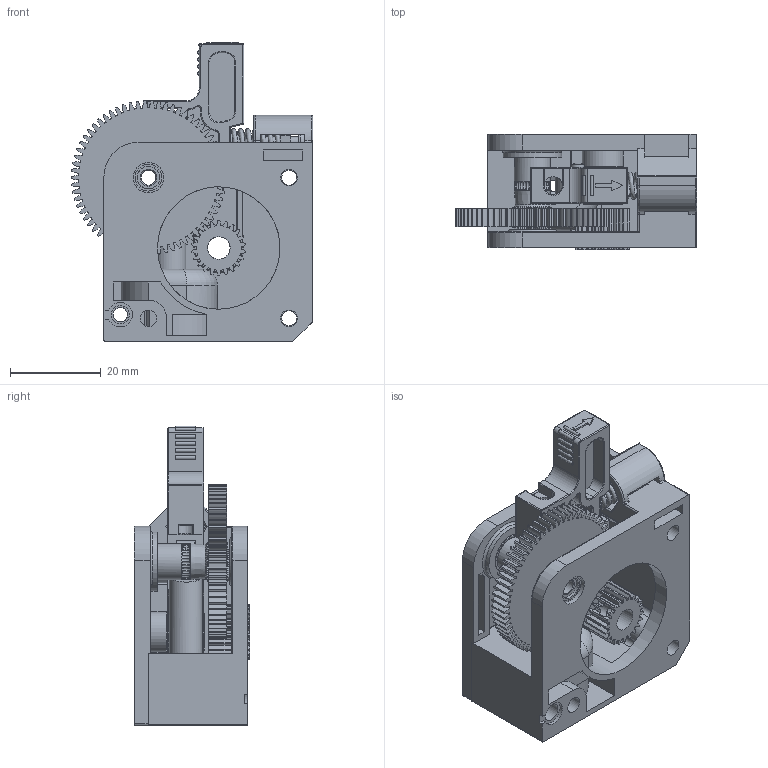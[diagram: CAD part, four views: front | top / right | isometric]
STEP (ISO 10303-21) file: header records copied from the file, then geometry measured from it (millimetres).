
FILE_DESCRIPTION(/* description */ (''),/* implementation_level */ '2;1');
FILE_NAME(/* name */ 'e3d titan.stp',/* time_stamp */ '2016-06-26T23:55:21-07:00',/* author */ ('Ben'),/* organization */ (''),/* preprocessor_version */ 'ST-DEVELOPER v16.5',/* originating_system */ 'Autodesk Inventor 2017',/* authorisation */ '');
FILE_SCHEMA (('AUTOMOTIVE_DESIGN { 1 0 10303 214 3 1 1 }'));
Products named in the file (14): e3d titan; Base; hobbed wheel; filament gear; motor gear; cover; 9x5x3mm bearing; m3x8; M3 nut; idler spring; tensioner; idler bearing pin; idler bearing; guide tube
Assembly tree (14 placements, depth 2):
  e3d titan
    Base
    9x5x3mm bearing  x2
    hobbed wheel
    filament gear
    motor gear
    cover
    m3x8
    M3 nut
    idler spring
    tensioner
    idler bearing pin
    idler bearing
    guide tube
Bounding box: 53.2 x 25.35 x 66.08 mm (x, y, z)
Volume: 26345.7 mm3; surface area: 26910.7 mm2
Topology: 14 solids, 14 shells, 1728 faces, 4638 edges, 2974 vertices
Faces by surface type: plane 761, cylinder 571, bspline 201, torus 126, cone 55, sphere 14
Full cylindrical faces by diameter (mm): 2.5 x1, 2.515 x1, 2.8 x1, 3 x5, 3.2 x1, 3.3 x5, 3.65 x3, 3.8 x1, 4 x2, 4.4 x1, 4.85 x2, 4.95 x4, 5 x6, 5.5 x1, 5.6 x1, 5.69 x1, 5.9 x4, 6 x1, 6.2 x1, 6.3 x1, 6.7 x1, 7.25 x1, 7.5 x2, 8 x7, 9 x3, 10 x1, 13 x1, 27 x1
Entity records: 61119 total; most frequent: CARTESIAN_POINT 17476, ORIENTED_EDGE 9060, DIRECTION 8191, EDGE_CURVE 4530, VERTEX_POINT 2941, AXIS2_PLACEMENT_3D 2869, LINE 2453, VECTOR 2453
